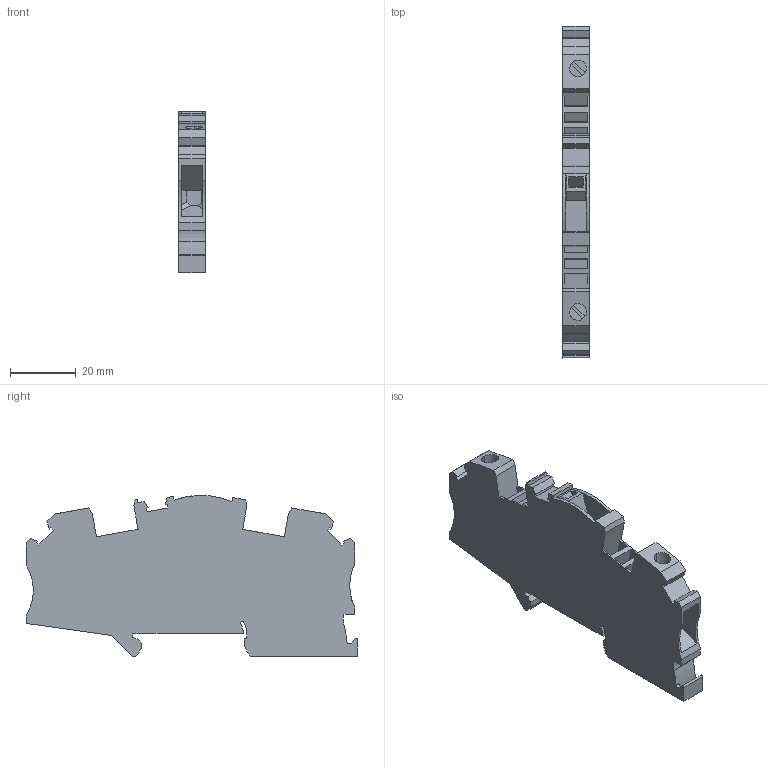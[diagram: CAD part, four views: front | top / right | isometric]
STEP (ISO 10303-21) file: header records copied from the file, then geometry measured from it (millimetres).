
FILE_DESCRIPTION(('Creo Elements/Direct Modeling STEP Export'),'2;1');
FILE_NAME('model.stp','2019-04-19T 1:44:28',(''),(''),'Creo Elements/Direct Modeling STEP processor for AP214 (Solid Model)','Creo Elements/Direct Modeling 20.1A 29-Sep-2018 (C) Parametric Technology GmbH','');
FILE_SCHEMA(('AUTOMOTIVE_DESIGN { 1 0 10303 214 1 1 1 1 }'));
Length unit declared in the file: millimetre
Products named in the file (2): UTME_6-select
Assembly tree (1 placements, depth 2):
  UTME_6-select
    UTME_6-select
Bounding box: 8.15 x 100.8 x 48.92 mm (x, y, z)
Volume: 25811.3 mm3; surface area: 13887.1 mm2
Topology: 1 solids, 1 shells, 173 faces, 488 edges, 322 vertices
Faces by surface type: plane 152, cylinder 21
Entity records: 6837 total; most frequent: ORIENTED_EDGE 976, CARTESIAN_POINT 963, DIRECTION 858, EDGE_CURVE 488, VECTOR 424, LINE 424, VERTEX_POINT 322, AXIS2_PLACEMENT_3D 217
